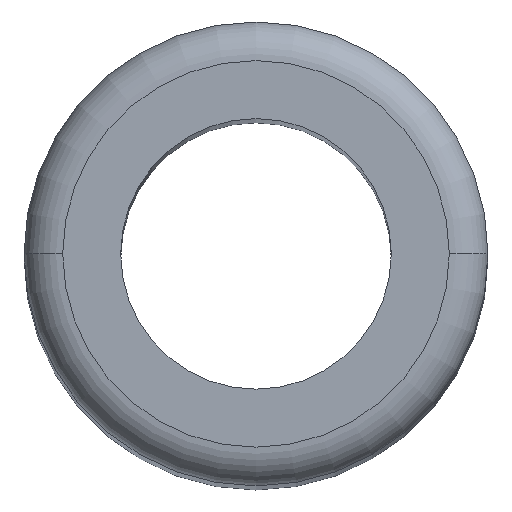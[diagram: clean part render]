
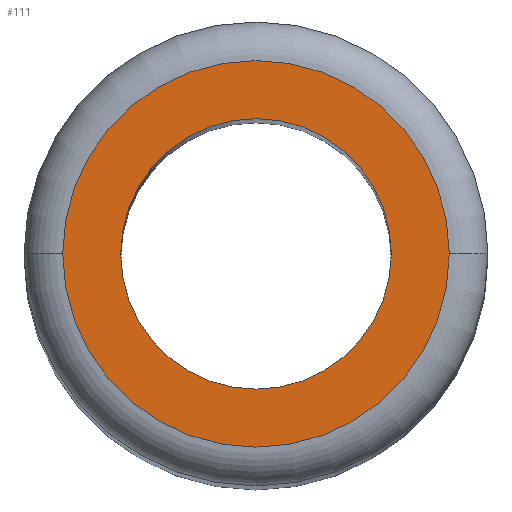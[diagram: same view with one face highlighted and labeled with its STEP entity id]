
A CAD part, top view. The second image highlights one B-rep face of the part: STEP entity #111.
In plain terms, the highlighted planar face has unit normal (0, 0, 1).
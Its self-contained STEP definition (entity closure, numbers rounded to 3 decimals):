
#3 = AXIS2_PLACEMENT_3D ( 'NONE', #176, #177, #178 ) ;
#25 = ORIENTED_EDGE ( 'NONE', *, *, #302, .T. ) ;
#26 = ORIENTED_EDGE ( 'NONE', *, *, #260, .T. ) ;
#28 = ORIENTED_EDGE ( 'NONE', *, *, #258, .F. ) ;
#29 = ORIENTED_EDGE ( 'NONE', *, *, #263, .F. ) ;
#50 = EDGE_LOOP ( 'NONE', ( #25, #26 ) ) ;
#52 = EDGE_LOOP ( 'NONE', ( #28, #29 ) ) ;
#73 = FACE_OUTER_BOUND ( 'NONE', #50, .T. ) ;
#79 = FACE_BOUND ( 'NONE', #52, .T. ) ;
#87 = CIRCLE ( 'NONE', #3, 3.5 ) ;
#89 = CIRCLE ( 'NONE', #268, 5. ) ;
#91 = CIRCLE ( 'NONE', #254, 3.5 ) ;
#95 = CIRCLE ( 'NONE', #274, 5. ) ;
#111 = ADVANCED_FACE ( 'NONE', ( #73, #79 ), #153, .T. ) ;
#122 = VERTEX_POINT ( 'NONE', #163 ) ;
#123 = VERTEX_POINT ( 'NONE', #164 ) ;
#125 = VERTEX_POINT ( 'NONE', #148 ) ;
#126 = VERTEX_POINT ( 'NONE', #166 ) ;
#148 = CARTESIAN_POINT ( 'NONE',  ( -3.5, 0., 63. ) ) ;
#152 = CARTESIAN_POINT ( 'NONE',  ( 0., 0., 63. ) ) ;
#153 = PLANE ( 'NONE',  #301 ) ;
#155 = DIRECTION ( 'NONE',  ( 0., 0., 1. ) ) ;
#156 = DIRECTION ( 'NONE',  ( 1., 0., 0. ) ) ;
#163 = CARTESIAN_POINT ( 'NONE',  ( -5., 0., 63. ) ) ;
#164 = CARTESIAN_POINT ( 'NONE',  ( 5., 0., 63. ) ) ;
#166 = CARTESIAN_POINT ( 'NONE',  ( 3.5, 0., 63. ) ) ;
#176 = CARTESIAN_POINT ( 'NONE',  ( 0., 0., 63. ) ) ;
#177 = DIRECTION ( 'NONE',  ( 0., 0., 1. ) ) ;
#178 = DIRECTION ( 'NONE',  ( 1., 0., 0. ) ) ;
#182 = CARTESIAN_POINT ( 'NONE',  ( 0., 0., 63. ) ) ;
#183 = DIRECTION ( 'NONE',  ( 0., 0., 1. ) ) ;
#184 = DIRECTION ( 'NONE',  ( 1., 0., 0. ) ) ;
#185 = CARTESIAN_POINT ( 'NONE',  ( 0., 0., 63. ) ) ;
#191 = DIRECTION ( 'NONE',  ( 0., 0., 1. ) ) ;
#192 = DIRECTION ( 'NONE',  ( 1., 0., 0. ) ) ;
#202 = CARTESIAN_POINT ( 'NONE',  ( 0., 0., 63. ) ) ;
#204 = DIRECTION ( 'NONE',  ( 0., 0., 1. ) ) ;
#205 = DIRECTION ( 'NONE',  ( 1., 0., 0. ) ) ;
#254 = AXIS2_PLACEMENT_3D ( 'NONE', #185, #191, #192 ) ;
#258 = EDGE_CURVE ( 'NONE', #125, #126, #87, .T. ) ;
#260 = EDGE_CURVE ( 'NONE', #122, #123, #89, .T. ) ;
#263 = EDGE_CURVE ( 'NONE', #126, #125, #91, .T. ) ;
#268 = AXIS2_PLACEMENT_3D ( 'NONE', #182, #183, #184 ) ;
#274 = AXIS2_PLACEMENT_3D ( 'NONE', #202, #204, #205 ) ;
#301 = AXIS2_PLACEMENT_3D ( 'NONE', #152, #155, #156 ) ;
#302 = EDGE_CURVE ( 'NONE', #123, #122, #95, .T. ) ;
